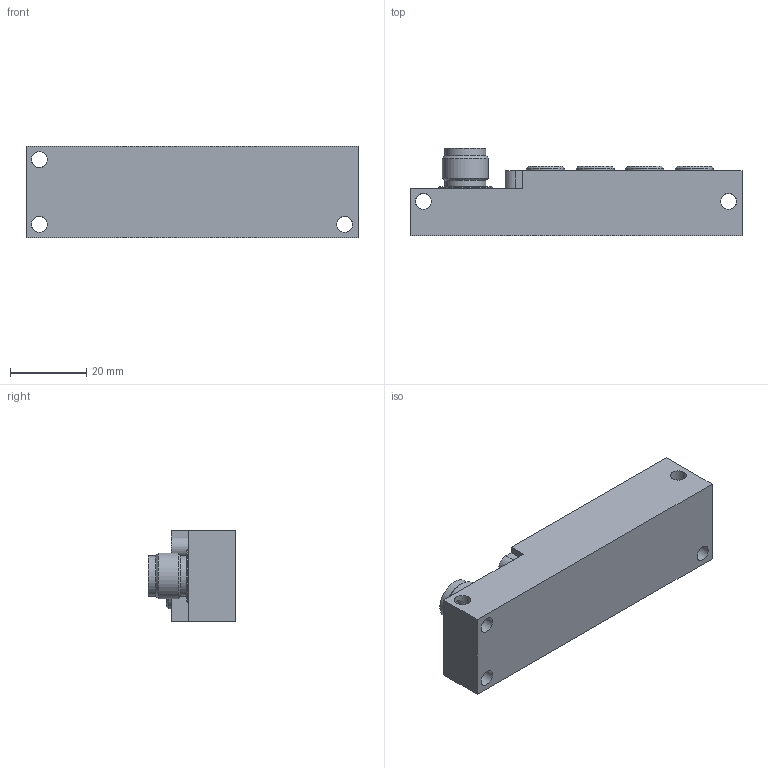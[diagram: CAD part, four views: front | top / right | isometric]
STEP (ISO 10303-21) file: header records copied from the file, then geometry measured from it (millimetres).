
FILE_DESCRIPTION(/* description */ ('STEP AP214'),/* implementation_level */ '2;1');
FILE_NAME(/* name */ '574586_NEDU-L4R1-M8G3L-M12G8',/* time_stamp */ '2024-09-12T21:37:53+02:00',/* author */ ('License CC BY-ND 4.0'),/* organization */ ('CADENAS'),/* preprocessor_version */ 'ST-DEVELOPER v19.3',/* originating_system */ 'PARTsolutions',/* authorisation */ ' ');
FILE_SCHEMA (('AUTOMOTIVE_DESIGN {1 0 10303 214 3 1 1}'));
Length unit declared in the file: millimetre
Products named in the file (1): 574586 NEDU-L4R1-M8G3L-M12G8
Bounding box: 87 x 23 x 24 mm (x, y, z)
Volume: 31607.5 mm3; surface area: 11060 mm2
Topology: 1 solids, 1 shells, 215 faces, 485 edges, 314 vertices
Faces by surface type: plane 124, cylinder 80, cone 11
Full cylindrical faces by diameter (mm): 0.8 x8, 1.2 x12, 2 x9, 4.2 x11, 5.65 x4, 6.917 x4, 10 x4, 10.773 x2, 12 x1, 14 x1
Entity records: 7204 total; most frequent: DIRECTION 1016, CARTESIAN_POINT 942, ORIENTED_EDGE 830, EDGE_CURVE 415, AXIS2_PLACEMENT_3D 385, EDGE_LOOP 340, FACE_BOUND 340, VERTEX_POINT 311
